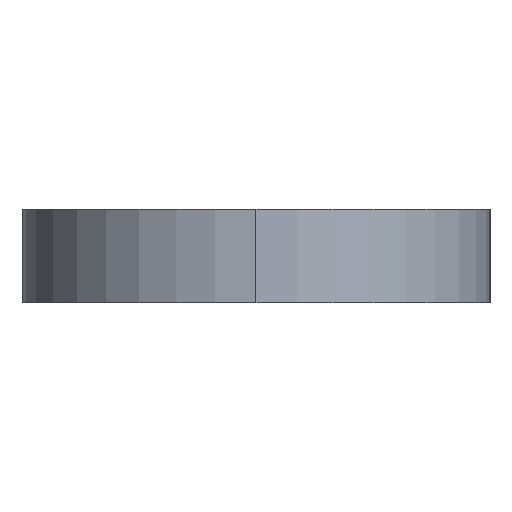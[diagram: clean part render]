
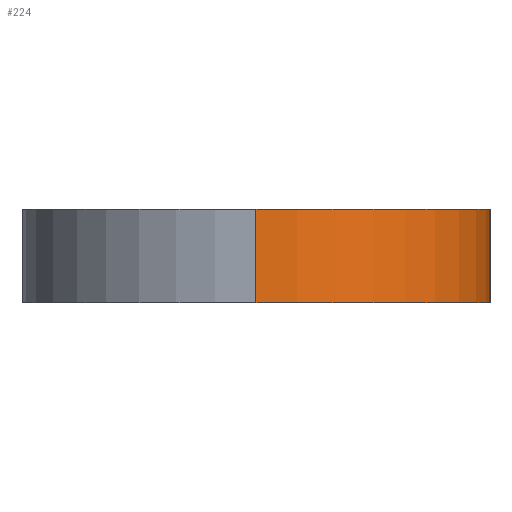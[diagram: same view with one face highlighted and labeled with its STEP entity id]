
A CAD part, left-side view. The second image highlights one B-rep face of the part: STEP entity #224.
In plain terms, the highlighted cylindrical face has radius 5 mm (diameter 10 mm), a partial arc.
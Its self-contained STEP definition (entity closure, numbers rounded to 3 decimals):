
#8 = CARTESIAN_POINT ( 'NONE',  ( -5., 0., 2. ) ) ;
#16 = AXIS2_PLACEMENT_3D ( 'NONE', #404, #465, #128 ) ;
#42 = CARTESIAN_POINT ( 'NONE',  ( 0., -5., 2. ) ) ;
#57 = DIRECTION ( 'NONE',  ( 0., 0., -1. ) ) ;
#96 = EDGE_CURVE ( 'NONE', #652, #343, #285, .T. ) ;
#105 = ORIENTED_EDGE ( 'NONE', *, *, #131, .T. ) ;
#124 = VECTOR ( 'NONE', #200, 1000. ) ;
#128 = DIRECTION ( 'NONE',  ( 1., 0., 0. ) ) ;
#131 = EDGE_CURVE ( 'NONE', #135, #470, #540, .T. ) ;
#133 = CIRCLE ( 'NONE', #227, 5. ) ;
#134 = EDGE_CURVE ( 'NONE', #470, #343, #133, .T. ) ;
#135 = VERTEX_POINT ( 'NONE', #582 ) ;
#159 = FACE_OUTER_BOUND ( 'NONE', #183, .T. ) ;
#183 = EDGE_LOOP ( 'NONE', ( #657, #105, #365, #261 ) ) ;
#200 = DIRECTION ( 'NONE',  ( 0., 0., -1. ) ) ;
#224 = ADVANCED_FACE ( 'NONE', ( #159 ), #471, .T. ) ;
#227 = AXIS2_PLACEMENT_3D ( 'NONE', #642, #321, #482 ) ;
#254 = VECTOR ( 'NONE', #57, 1000. ) ;
#261 = ORIENTED_EDGE ( 'NONE', *, *, #96, .F. ) ;
#285 = LINE ( 'NONE', #358, #124 ) ;
#321 = DIRECTION ( 'NONE',  ( 0., 0., 1. ) ) ;
#325 = CIRCLE ( 'NONE', #16, 5. ) ;
#329 = CARTESIAN_POINT ( 'NONE',  ( 0., -5., 0. ) ) ;
#337 = EDGE_CURVE ( 'NONE', #135, #652, #325, .T. ) ;
#343 = VERTEX_POINT ( 'NONE', #329 ) ;
#358 = CARTESIAN_POINT ( 'NONE',  ( 0., -5., 2. ) ) ;
#365 = ORIENTED_EDGE ( 'NONE', *, *, #134, .T. ) ;
#404 = CARTESIAN_POINT ( 'NONE',  ( 0., 0., 2. ) ) ;
#408 = CARTESIAN_POINT ( 'NONE',  ( -5., 0., 0. ) ) ;
#465 = DIRECTION ( 'NONE',  ( 0., 0., 1. ) ) ;
#470 = VERTEX_POINT ( 'NONE', #408 ) ;
#471 = CYLINDRICAL_SURFACE ( 'NONE', #503, 5. ) ;
#482 = DIRECTION ( 'NONE',  ( 1., 0., 0. ) ) ;
#503 = AXIS2_PLACEMENT_3D ( 'NONE', #630, #576, #516 ) ;
#516 = DIRECTION ( 'NONE',  ( -1., 0., 0. ) ) ;
#540 = LINE ( 'NONE', #8, #254 ) ;
#576 = DIRECTION ( 'NONE',  ( 0., 0., -1. ) ) ;
#582 = CARTESIAN_POINT ( 'NONE',  ( -5., 0., 2. ) ) ;
#630 = CARTESIAN_POINT ( 'NONE',  ( 0., 0., 2. ) ) ;
#642 = CARTESIAN_POINT ( 'NONE',  ( 0., 0., 0. ) ) ;
#652 = VERTEX_POINT ( 'NONE', #42 ) ;
#657 = ORIENTED_EDGE ( 'NONE', *, *, #337, .F. ) ;
